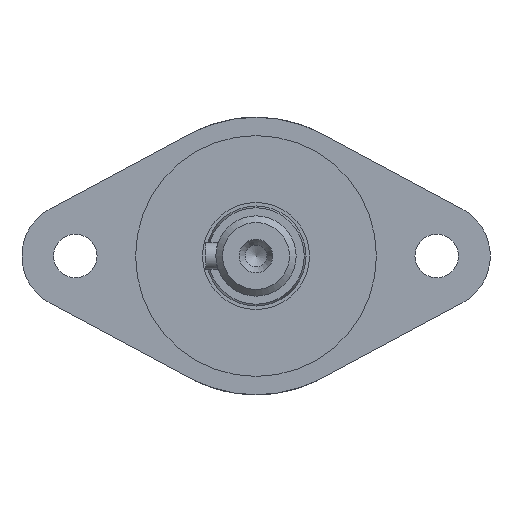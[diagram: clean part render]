
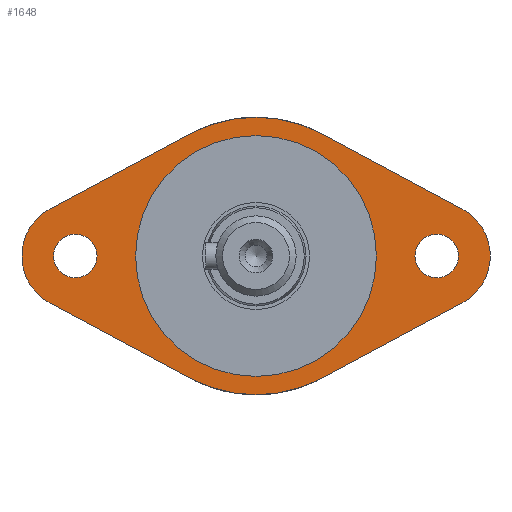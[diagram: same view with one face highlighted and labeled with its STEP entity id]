
A CAD part, left-side view. The second image highlights one B-rep face of the part: STEP entity #1648.
In plain terms, the highlighted planar face has unit normal (-1, 0, 0).
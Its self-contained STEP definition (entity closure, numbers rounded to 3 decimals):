
#81=FACE_BOUND('',#301,.T.);
#82=FACE_BOUND('',#302,.T.);
#83=FACE_BOUND('',#303,.T.);
#126=PLANE('',#1835);
#198=FACE_OUTER_BOUND('',#300,.T.);
#300=EDGE_LOOP('',(#1371,#1372,#1373,#1374,#1375,#1376,#1377,#1378));
#301=EDGE_LOOP('',(#1379));
#302=EDGE_LOOP('',(#1380));
#303=EDGE_LOOP('',(#1381,#1382));
#368=LINE('',#2568,#464);
#373=LINE('',#2583,#469);
#376=LINE('',#2589,#472);
#379=LINE('',#2595,#475);
#464=VECTOR('',#2025,10.);
#469=VECTOR('',#2038,10.);
#472=VECTOR('',#2043,10.);
#475=VECTOR('',#2048,10.);
#553=CIRCLE('',#1733,3.25);
#555=CIRCLE('',#1736,8.);
#557=CIRCLE('',#1740,8.);
#559=CIRCLE('',#1746,3.25);
#606=CIRCLE('',#1833,18.);
#607=CIRCLE('',#1834,18.);
#608=CIRCLE('',#1836,20.75);
#609=CIRCLE('',#1837,20.75);
#693=VERTEX_POINT('',#2552);
#695=VERTEX_POINT('',#2558);
#696=VERTEX_POINT('',#2559);
#699=VERTEX_POINT('',#2567);
#701=VERTEX_POINT('',#2573);
#702=VERTEX_POINT('',#2574);
#705=VERTEX_POINT('',#2582);
#707=VERTEX_POINT('',#2588);
#709=VERTEX_POINT('',#2594);
#711=VERTEX_POINT('',#2600);
#787=VERTEX_POINT('',#2898);
#788=VERTEX_POINT('',#2899);
#878=EDGE_CURVE('',#693,#693,#553,.T.);
#881=EDGE_CURVE('',#695,#696,#555,.T.);
#885=EDGE_CURVE('',#696,#699,#368,.T.);
#888=EDGE_CURVE('',#701,#702,#557,.T.);
#892=EDGE_CURVE('',#705,#701,#373,.T.);
#895=EDGE_CURVE('',#702,#707,#376,.T.);
#898=EDGE_CURVE('',#709,#695,#379,.T.);
#901=EDGE_CURVE('',#711,#711,#559,.T.);
#1009=EDGE_CURVE('',#787,#788,#606,.T.);
#1010=EDGE_CURVE('',#788,#787,#607,.T.);
#1012=EDGE_CURVE('',#707,#709,#608,.T.);
#1013=EDGE_CURVE('',#699,#705,#609,.T.);
#1371=ORIENTED_EDGE('',*,*,#888,.T.);
#1372=ORIENTED_EDGE('',*,*,#895,.T.);
#1373=ORIENTED_EDGE('',*,*,#1012,.T.);
#1374=ORIENTED_EDGE('',*,*,#898,.T.);
#1375=ORIENTED_EDGE('',*,*,#881,.T.);
#1376=ORIENTED_EDGE('',*,*,#885,.T.);
#1377=ORIENTED_EDGE('',*,*,#1013,.T.);
#1378=ORIENTED_EDGE('',*,*,#892,.T.);
#1379=ORIENTED_EDGE('',*,*,#878,.T.);
#1380=ORIENTED_EDGE('',*,*,#901,.T.);
#1381=ORIENTED_EDGE('',*,*,#1009,.T.);
#1382=ORIENTED_EDGE('',*,*,#1010,.T.);
#1648=ADVANCED_FACE('',(#198,#81,#82,#83),#126,.T.);
#1733=AXIS2_PLACEMENT_3D('',#2553,#2010,#2011);
#1736=AXIS2_PLACEMENT_3D('',#2560,#2017,#2018);
#1740=AXIS2_PLACEMENT_3D('',#2575,#2030,#2031);
#1746=AXIS2_PLACEMENT_3D('',#2601,#2053,#2054);
#1833=AXIS2_PLACEMENT_3D('',#2900,#2266,#2267);
#1834=AXIS2_PLACEMENT_3D('',#2901,#2268,#2269);
#1835=AXIS2_PLACEMENT_3D('',#2903,#2271,#2272);
#1836=AXIS2_PLACEMENT_3D('',#2904,#2273,#2274);
#1837=AXIS2_PLACEMENT_3D('',#2905,#2275,#2276);
#2010=DIRECTION('center_axis',(1.,0.,0.));
#2011=DIRECTION('ref_axis',(0.,0.,-1.));
#2017=DIRECTION('center_axis',(-1.,0.,0.));
#2018=DIRECTION('ref_axis',(0.,0.472,0.881));
#2025=DIRECTION('',(0.,-0.881,-0.472));
#2030=DIRECTION('center_axis',(-1.,0.,0.));
#2031=DIRECTION('ref_axis',(0.,-0.472,-0.881));
#2038=DIRECTION('',(0.,-0.881,0.472));
#2043=DIRECTION('',(0.,0.881,0.472));
#2048=DIRECTION('',(0.,0.881,-0.472));
#2053=DIRECTION('center_axis',(1.,0.,0.));
#2054=DIRECTION('ref_axis',(0.,0.,-1.));
#2266=DIRECTION('center_axis',(1.,0.,0.));
#2267=DIRECTION('ref_axis',(0.,1.,0.));
#2268=DIRECTION('center_axis',(1.,0.,0.));
#2269=DIRECTION('ref_axis',(0.,1.,0.));
#2271=DIRECTION('center_axis',(-1.,0.,0.));
#2272=DIRECTION('ref_axis',(0.,0.,1.));
#2273=DIRECTION('center_axis',(-1.,0.,0.));
#2274=DIRECTION('ref_axis',(0.,-0.472,0.881));
#2275=DIRECTION('center_axis',(-1.,0.,0.));
#2276=DIRECTION('ref_axis',(0.,0.472,-0.881));
#2552=CARTESIAN_POINT('',(34.5,27.,3.25));
#2553=CARTESIAN_POINT('Origin',(34.5,27.,0.));
#2558=CARTESIAN_POINT('',(34.5,30.778,7.052));
#2559=CARTESIAN_POINT('',(34.5,30.778,-7.052));
#2560=CARTESIAN_POINT('Origin',(34.5,27.,0.));
#2567=CARTESIAN_POINT('',(34.5,9.799,-18.291));
#2568=CARTESIAN_POINT('',(34.5,20.094,-12.775));
#2573=CARTESIAN_POINT('',(34.5,-30.778,-7.052));
#2574=CARTESIAN_POINT('',(34.5,-30.778,7.052));
#2575=CARTESIAN_POINT('Origin',(34.5,-27.,0.));
#2582=CARTESIAN_POINT('',(34.5,-9.799,-18.291));
#2583=CARTESIAN_POINT('',(34.5,-9.993,-18.187));
#2588=CARTESIAN_POINT('',(34.5,-9.799,18.291));
#2589=CARTESIAN_POINT('',(34.5,0.497,23.806));
#2594=CARTESIAN_POINT('',(34.5,9.799,18.291));
#2595=CARTESIAN_POINT('',(34.5,30.584,7.156));
#2600=CARTESIAN_POINT('',(34.5,-27.,3.25));
#2601=CARTESIAN_POINT('Origin',(34.5,-27.,0.));
#2898=CARTESIAN_POINT('',(34.5,18.,0.));
#2899=CARTESIAN_POINT('',(34.5,-18.,0.));
#2900=CARTESIAN_POINT('Origin',(34.5,0.,0.));
#2901=CARTESIAN_POINT('Origin',(34.5,0.,0.));
#2903=CARTESIAN_POINT('Origin',(34.5,26.5,0.));
#2904=CARTESIAN_POINT('Origin',(34.5,0.,0.));
#2905=CARTESIAN_POINT('Origin',(34.5,0.,0.));
